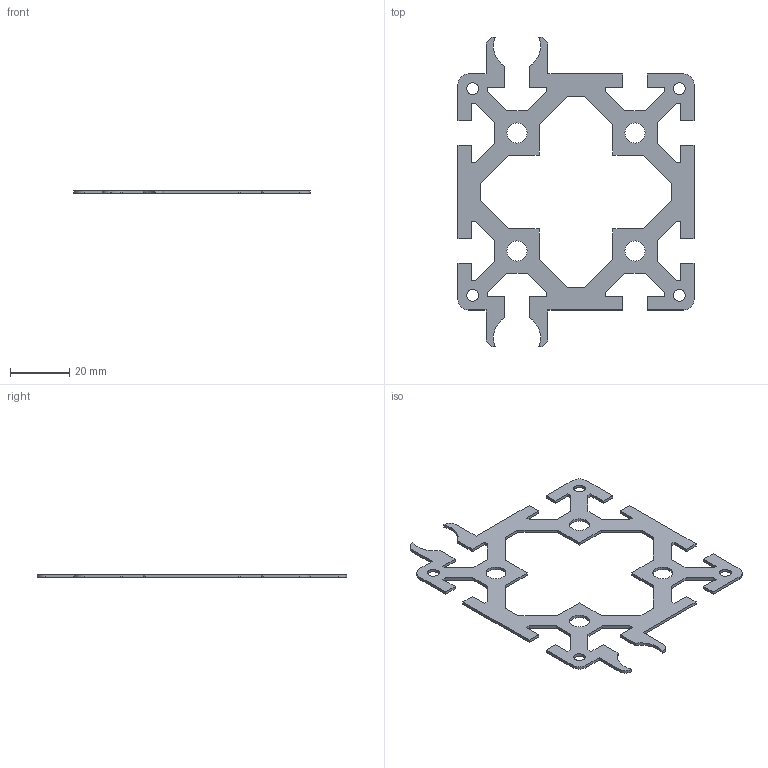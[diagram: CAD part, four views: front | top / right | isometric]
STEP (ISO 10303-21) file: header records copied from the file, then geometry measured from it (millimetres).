
FILE_DESCRIPTION((''),'2;1');
FILE_NAME('SP830_extern.ipt.step','2007-09-10T15:12:13',(''),(''),'Autodesk Inventor 11','Autodesk Inventor 11','');
FILE_SCHEMA(('AUTOMOTIVE_DESIGN { 1 0 10303 214 1 1 1 1 }'));
Length unit declared in the file: millimetre
Products named in the file (1): SP830_extern
Bounding box: 80 x 105 x 1 mm (x, y, z)
Volume: 2899.1 mm3; surface area: 6877.5 mm2
Topology: 1 solids, 1 shells, 134 faces, 404 edges, 272 vertices
Faces by surface type: plane 114, cylinder 16, bspline 4
Full cylindrical faces by diameter (mm): 4 x2, 6.8 x2
Entity records: 4491 total; most frequent: CARTESIAN_POINT 855, ORIENTED_EDGE 776, DIRECTION 690, EDGE_CURVE 388, VECTOR 348, LINE 348, VERTEX_POINT 264, AXIS2_PLACEMENT_3D 171
